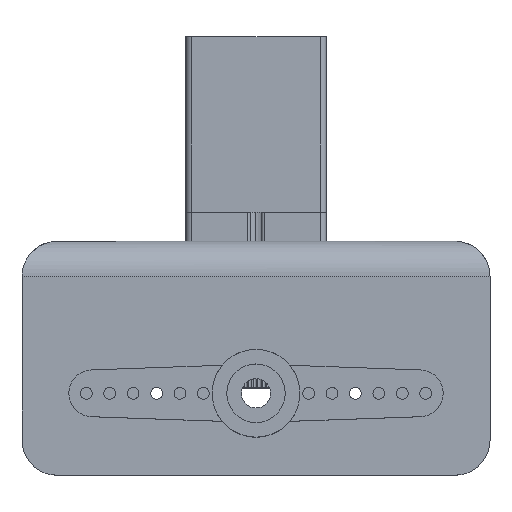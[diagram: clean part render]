
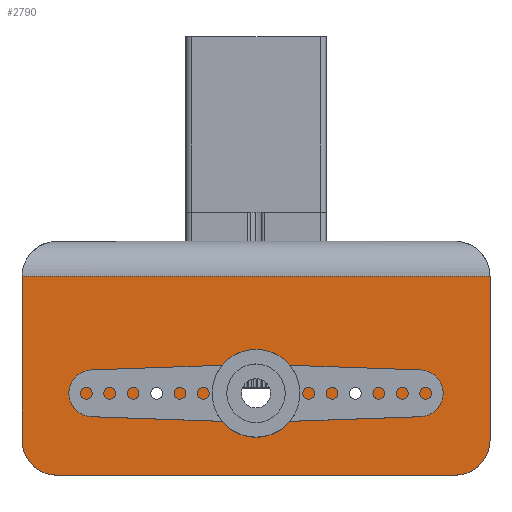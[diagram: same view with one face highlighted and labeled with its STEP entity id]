
A CAD part, top view. The second image highlights one B-rep face of the part: STEP entity #2790.
In plain terms, the highlighted planar face has unit normal (0, 0, 1).
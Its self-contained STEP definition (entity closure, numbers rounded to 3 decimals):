
#5 = LINE ( 'NONE', #2305, #7817 ) ;
#6 = ORIENTED_EDGE ( 'NONE', *, *, #6782, .T. ) ;
#15 = DIRECTION ( 'NONE',  ( 0., 0., 1. ) ) ;
#45 = EDGE_LOOP ( 'NONE', ( #257, #954 ) ) ;
#63 = LINE ( 'NONE', #6154, #4873 ) ;
#257 = ORIENTED_EDGE ( 'NONE', *, *, #4545, .T. ) ;
#445 = EDGE_CURVE ( 'NONE', #5122, #4766, #2052, .T. ) ;
#716 = CIRCLE ( 'NONE', #2469, 0.75 ) ;
#777 = DIRECTION ( 'NONE',  ( 0., 1., 0. ) ) ;
#811 = DIRECTION ( 'NONE',  ( -1., 0., 0. ) ) ;
#954 = ORIENTED_EDGE ( 'NONE', *, *, #4370, .T. ) ;
#996 = AXIS2_PLACEMENT_3D ( 'NONE', #5917, #2859, #5251 ) ;
#1017 = EDGE_CURVE ( 'NONE', #2335, #7184, #4749, .T. ) ;
#1233 = AXIS2_PLACEMENT_3D ( 'NONE', #7401, #6695, #5854 ) ;
#1260 = ORIENTED_EDGE ( 'NONE', *, *, #4864, .F. ) ;
#1291 = EDGE_CURVE ( 'NONE', #6636, #3101, #3513, .T. ) ;
#1316 = CARTESIAN_POINT ( 'NONE',  ( -9.25, 0., 0. ) ) ;
#1351 = EDGE_CURVE ( 'NONE', #3101, #6636, #4433, .T. ) ;
#1398 = EDGE_CURVE ( 'NONE', #7184, #6058, #7796, .T. ) ;
#1464 = CIRCLE ( 'NONE', #4956, 2.5 ) ;
#1501 = DIRECTION ( 'NONE',  ( 0., 1., 0. ) ) ;
#1573 = VERTEX_POINT ( 'NONE', #6030 ) ;
#1576 = ORIENTED_EDGE ( 'NONE', *, *, #7519, .F. ) ;
#1675 = CIRCLE ( 'NONE', #2006, 0.75 ) ;
#1833 = CIRCLE ( 'NONE', #3091, 2.5 ) ;
#1896 = DIRECTION ( 'NONE',  ( 0., 0., 1. ) ) ;
#1907 = CARTESIAN_POINT ( 'NONE',  ( 20., -4., 0. ) ) ;
#1940 = DIRECTION ( 'NONE',  ( -1., 0., 0. ) ) ;
#2006 = AXIS2_PLACEMENT_3D ( 'NONE', #3351, #7907, #2709 ) ;
#2052 = CIRCLE ( 'NONE', #8680, 3. ) ;
#2229 = EDGE_LOOP ( 'NONE', ( #3936, #7365 ) ) ;
#2305 = CARTESIAN_POINT ( 'NONE',  ( -20., 5., 0. ) ) ;
#2335 = VERTEX_POINT ( 'NONE', #1907 ) ;
#2469 = AXIS2_PLACEMENT_3D ( 'NONE', #3426, #5116, #1940 ) ;
#2661 = VERTEX_POINT ( 'NONE', #4164 ) ;
#2687 = ORIENTED_EDGE ( 'NONE', *, *, #445, .T. ) ;
#2709 = DIRECTION ( 'NONE',  ( -1., 0., 0. ) ) ;
#2756 = CARTESIAN_POINT ( 'NONE',  ( -7.75, 0., 0. ) ) ;
#2790 = ADVANCED_FACE ( 'NONE', ( #4507, #9791, #8867, #7456 ), #7370, .F. ) ;
#2859 = DIRECTION ( 'NONE',  ( 0., 0., -1. ) ) ;
#2994 = DIRECTION ( 'NONE',  ( -1., 0., 0. ) ) ;
#3091 = AXIS2_PLACEMENT_3D ( 'NONE', #4687, #7702, #2994 ) ;
#3101 = VERTEX_POINT ( 'NONE', #4084 ) ;
#3351 = CARTESIAN_POINT ( 'NONE',  ( -8.5, 0., 0. ) ) ;
#3365 = CARTESIAN_POINT ( 'NONE',  ( 0., 0., 0. ) ) ;
#3426 = CARTESIAN_POINT ( 'NONE',  ( -8.5, 0., 0. ) ) ;
#3513 = CIRCLE ( 'NONE', #8233, 0.75 ) ;
#3785 = DIRECTION ( 'NONE',  ( 0., 0., 1. ) ) ;
#3936 = ORIENTED_EDGE ( 'NONE', *, *, #1351, .F. ) ;
#3964 = ORIENTED_EDGE ( 'NONE', *, *, #5656, .F. ) ;
#4003 = CARTESIAN_POINT ( 'NONE',  ( 20., 5., 0. ) ) ;
#4084 = CARTESIAN_POINT ( 'NONE',  ( 9.25, 0., 0. ) ) ;
#4164 = CARTESIAN_POINT ( 'NONE',  ( -2.5, 0., 0. ) ) ;
#4370 = EDGE_CURVE ( 'NONE', #4714, #7979, #716, .T. ) ;
#4433 = CIRCLE ( 'NONE', #8213, 0.75 ) ;
#4507 = FACE_BOUND ( 'NONE', #45, .T. ) ;
#4545 = EDGE_CURVE ( 'NONE', #7979, #4714, #1675, .T. ) ;
#4563 = ORIENTED_EDGE ( 'NONE', *, *, #1017, .T. ) ;
#4587 = DIRECTION ( 'NONE',  ( 0., 0., 1. ) ) ;
#4619 = CARTESIAN_POINT ( 'NONE',  ( -20., 10., 0. ) ) ;
#4621 = CARTESIAN_POINT ( 'NONE',  ( -20., -4., 0. ) ) ;
#4687 = CARTESIAN_POINT ( 'NONE',  ( 0., 0., 0. ) ) ;
#4714 = VERTEX_POINT ( 'NONE', #1316 ) ;
#4749 = LINE ( 'NONE', #4003, #8542 ) ;
#4766 = VERTEX_POINT ( 'NONE', #5908 ) ;
#4775 = EDGE_LOOP ( 'NONE', ( #4563, #7411, #8298, #2687, #3964, #6 ) ) ;
#4864 = EDGE_CURVE ( 'NONE', #5190, #2661, #1833, .T. ) ;
#4873 = VECTOR ( 'NONE', #811, 1000. ) ;
#4956 = AXIS2_PLACEMENT_3D ( 'NONE', #3365, #1896, #6430 ) ;
#5116 = DIRECTION ( 'NONE',  ( 0., 0., -1. ) ) ;
#5122 = VERTEX_POINT ( 'NONE', #4621 ) ;
#5177 = DIRECTION ( 'NONE',  ( -1., 0., 0. ) ) ;
#5190 = VERTEX_POINT ( 'NONE', #6188 ) ;
#5251 = DIRECTION ( 'NONE',  ( -1., 0., 0. ) ) ;
#5377 = DIRECTION ( 'NONE',  ( -1., 0., 0. ) ) ;
#5656 = EDGE_CURVE ( 'NONE', #1573, #4766, #63, .T. ) ;
#5854 = DIRECTION ( 'NONE',  ( -1., 0., 0. ) ) ;
#5908 = CARTESIAN_POINT ( 'NONE',  ( -17., -7., 0. ) ) ;
#5917 = CARTESIAN_POINT ( 'NONE',  ( 0., 5., 0. ) ) ;
#6030 = CARTESIAN_POINT ( 'NONE',  ( 17., -7., 0. ) ) ;
#6058 = VERTEX_POINT ( 'NONE', #4619 ) ;
#6117 = VECTOR ( 'NONE', #7150, 1000. ) ;
#6154 = CARTESIAN_POINT ( 'NONE',  ( 0., -7., 0. ) ) ;
#6188 = CARTESIAN_POINT ( 'NONE',  ( 2.5, 0., 0. ) ) ;
#6430 = DIRECTION ( 'NONE',  ( -1., 0., 0. ) ) ;
#6636 = VERTEX_POINT ( 'NONE', #8895 ) ;
#6695 = DIRECTION ( 'NONE',  ( 0., 0., 1. ) ) ;
#6782 = EDGE_CURVE ( 'NONE', #1573, #2335, #9153, .T. ) ;
#7001 = DIRECTION ( 'NONE',  ( -1., 0., 0. ) ) ;
#7150 = DIRECTION ( 'NONE',  ( -1., 0., 0. ) ) ;
#7184 = VERTEX_POINT ( 'NONE', #7981 ) ;
#7365 = ORIENTED_EDGE ( 'NONE', *, *, #1291, .F. ) ;
#7370 = PLANE ( 'NONE',  #996 ) ;
#7401 = CARTESIAN_POINT ( 'NONE',  ( 17., -4., 0. ) ) ;
#7411 = ORIENTED_EDGE ( 'NONE', *, *, #1398, .T. ) ;
#7456 = FACE_BOUND ( 'NONE', #8268, .T. ) ;
#7519 = EDGE_CURVE ( 'NONE', #2661, #5190, #1464, .T. ) ;
#7701 = CARTESIAN_POINT ( 'NONE',  ( 8.5, 0., 0. ) ) ;
#7702 = DIRECTION ( 'NONE',  ( 0., 0., 1. ) ) ;
#7745 = CARTESIAN_POINT ( 'NONE',  ( 8.5, 0., 0. ) ) ;
#7796 = LINE ( 'NONE', #7851, #6117 ) ;
#7817 = VECTOR ( 'NONE', #1501, 1000. ) ;
#7851 = CARTESIAN_POINT ( 'NONE',  ( 0., 10., 0. ) ) ;
#7907 = DIRECTION ( 'NONE',  ( 0., 0., -1. ) ) ;
#7979 = VERTEX_POINT ( 'NONE', #2756 ) ;
#7981 = CARTESIAN_POINT ( 'NONE',  ( 20., 10., 0. ) ) ;
#8120 = CARTESIAN_POINT ( 'NONE',  ( -17., -4., 0. ) ) ;
#8213 = AXIS2_PLACEMENT_3D ( 'NONE', #7701, #15, #7001 ) ;
#8233 = AXIS2_PLACEMENT_3D ( 'NONE', #7745, #4587, #5377 ) ;
#8268 = EDGE_LOOP ( 'NONE', ( #1260, #1576 ) ) ;
#8298 = ORIENTED_EDGE ( 'NONE', *, *, #8615, .F. ) ;
#8542 = VECTOR ( 'NONE', #777, 1000. ) ;
#8615 = EDGE_CURVE ( 'NONE', #5122, #6058, #5, .T. ) ;
#8680 = AXIS2_PLACEMENT_3D ( 'NONE', #8120, #3785, #5177 ) ;
#8867 = FACE_BOUND ( 'NONE', #2229, .T. ) ;
#8895 = CARTESIAN_POINT ( 'NONE',  ( 7.75, 0., 0. ) ) ;
#9153 = CIRCLE ( 'NONE', #1233, 3. ) ;
#9791 = FACE_OUTER_BOUND ( 'NONE', #4775, .T. ) ;
